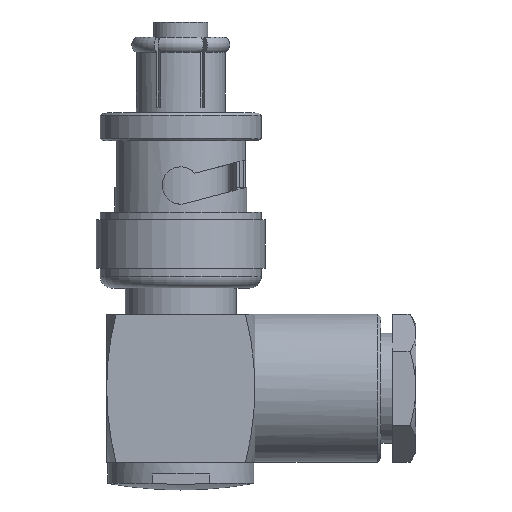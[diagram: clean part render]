
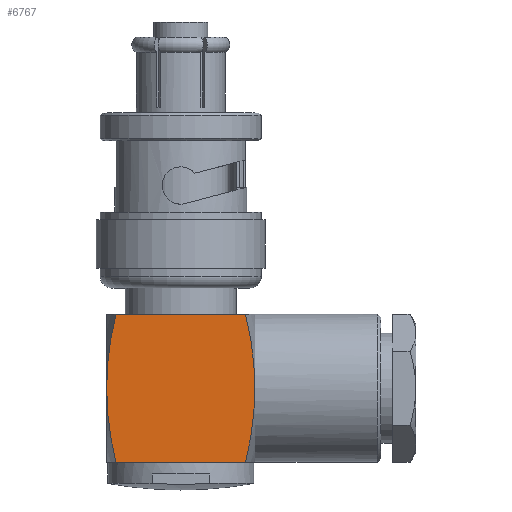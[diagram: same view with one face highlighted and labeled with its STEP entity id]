
A CAD part, top view. The second image highlights one B-rep face of the part: STEP entity #6767.
In plain terms, the highlighted planar face has unit normal (0, 0, 1).
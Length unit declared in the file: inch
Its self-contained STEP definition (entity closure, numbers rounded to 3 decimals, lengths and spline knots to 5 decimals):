
#397 = CIRCLE ( 'NONE', #3936, 1. ) ;
#1009 = DIRECTION ( 'NONE',  ( 1., 0., 0. ) ) ;
#1093 = CARTESIAN_POINT ( 'NONE',  ( 0.21825, -0.25, 0.25 ) ) ;
#1165 = DIRECTION ( 'NONE',  ( 1., 0., 0. ) ) ;
#1366 = CARTESIAN_POINT ( 'NONE',  ( 0.25, 0., 0.25 ) ) ;
#1378 = CARTESIAN_POINT ( 'NONE',  ( 0.21825, 0.25, 0.25 ) ) ;
#1617 = CARTESIAN_POINT ( 'NONE',  ( -0.25, 0., 0.25 ) ) ;
#1784 = AXIS2_PLACEMENT_3D ( 'NONE', #4389, #6991, #1165 ) ;
#1923 = DIRECTION ( 'NONE',  ( 0., 0., 1. ) ) ;
#1925 = VERTEX_POINT ( 'NONE', #1093 ) ;
#1971 = DIRECTION ( 'NONE',  ( -0.968, 0.25, 0. ) ) ;
#2596 = EDGE_CURVE ( 'NONE', #5590, #3291, #3072, .T. ) ;
#3072 = LINE ( 'NONE', #5669, #4652 ) ;
#3215 = EDGE_CURVE ( 'NONE', #1925, #3972, #6155, .T. ) ;
#3291 = VERTEX_POINT ( 'NONE', #3908 ) ;
#3592 = VECTOR ( 'NONE', #5706, 39.37008 ) ;
#3908 = CARTESIAN_POINT ( 'NONE',  ( -0.21825, 0.25, 0.25 ) ) ;
#3936 = AXIS2_PLACEMENT_3D ( 'NONE', #5787, #1923, #1971 ) ;
#3972 = VERTEX_POINT ( 'NONE', #1366 ) ;
#3991 = EDGE_CURVE ( 'NONE', #5495, #1925, #7062, .T. ) ;
#4074 = CIRCLE ( 'NONE', #1784, 1. ) ;
#4168 = CIRCLE ( 'NONE', #5279, 1. ) ;
#4233 = PLANE ( 'NONE',  #5844 ) ;
#4389 = CARTESIAN_POINT ( 'NONE',  ( -0.75, 0., 0.25 ) ) ;
#4525 = AXIS2_PLACEMENT_3D ( 'NONE', #7263, #7214, #5317 ) ;
#4536 = ORIENTED_EDGE ( 'NONE', *, *, #6472, .T. ) ;
#4652 = VECTOR ( 'NONE', #4952, 39.37008 ) ;
#4952 = DIRECTION ( 'NONE',  ( -1., 0., 0. ) ) ;
#4968 = ORIENTED_EDGE ( 'NONE', *, *, #3215, .T. ) ;
#5000 = EDGE_CURVE ( 'NONE', #5011, #5495, #4168, .T. ) ;
#5011 = VERTEX_POINT ( 'NONE', #1617 ) ;
#5279 = AXIS2_PLACEMENT_3D ( 'NONE', #7471, #8069, #6756 ) ;
#5317 = DIRECTION ( 'NONE',  ( 0.968, -0.25, 0. ) ) ;
#5476 = CARTESIAN_POINT ( 'NONE',  ( -0.21825, -0.25, 0.25 ) ) ;
#5495 = VERTEX_POINT ( 'NONE', #5476 ) ;
#5514 = ORIENTED_EDGE ( 'NONE', *, *, #5000, .T. ) ;
#5590 = VERTEX_POINT ( 'NONE', #1378 ) ;
#5669 = CARTESIAN_POINT ( 'NONE',  ( 0.21825, 0.25, 0.25 ) ) ;
#5706 = DIRECTION ( 'NONE',  ( 1., 0., 0. ) ) ;
#5787 = CARTESIAN_POINT ( 'NONE',  ( 0.75, 0., 0.25 ) ) ;
#5808 = ORIENTED_EDGE ( 'NONE', *, *, #7396, .T. ) ;
#5844 = AXIS2_PLACEMENT_3D ( 'NONE', #7511, #8099, #1009 ) ;
#6155 = CIRCLE ( 'NONE', #4525, 1. ) ;
#6234 = FACE_OUTER_BOUND ( 'NONE', #7458, .T. ) ;
#6389 = CARTESIAN_POINT ( 'NONE',  ( -0.21825, -0.25, 0.25 ) ) ;
#6472 = EDGE_CURVE ( 'NONE', #3291, #5011, #397, .T. ) ;
#6756 = DIRECTION ( 'NONE',  ( -1., 0., 0. ) ) ;
#6767 = ADVANCED_FACE ( 'NONE', ( #6234 ), #4233, .T. ) ;
#6991 = DIRECTION ( 'NONE',  ( 0., 0., 1. ) ) ;
#7062 = LINE ( 'NONE', #6389, #3592 ) ;
#7214 = DIRECTION ( 'NONE',  ( 0., 0., 1. ) ) ;
#7263 = CARTESIAN_POINT ( 'NONE',  ( -0.75, 0., 0.25 ) ) ;
#7279 = ORIENTED_EDGE ( 'NONE', *, *, #3991, .T. ) ;
#7396 = EDGE_CURVE ( 'NONE', #3972, #5590, #4074, .T. ) ;
#7458 = EDGE_LOOP ( 'NONE', ( #8083, #4536, #5514, #7279, #4968, #5808 ) ) ;
#7471 = CARTESIAN_POINT ( 'NONE',  ( 0.75, 0., 0.25 ) ) ;
#7511 = CARTESIAN_POINT ( 'NONE',  ( 0., 0., 0.25 ) ) ;
#8069 = DIRECTION ( 'NONE',  ( 0., 0., 1. ) ) ;
#8083 = ORIENTED_EDGE ( 'NONE', *, *, #2596, .T. ) ;
#8099 = DIRECTION ( 'NONE',  ( 0., 0., 1. ) ) ;
